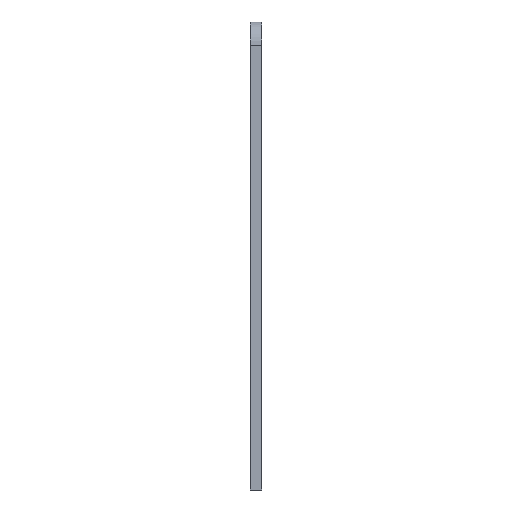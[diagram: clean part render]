
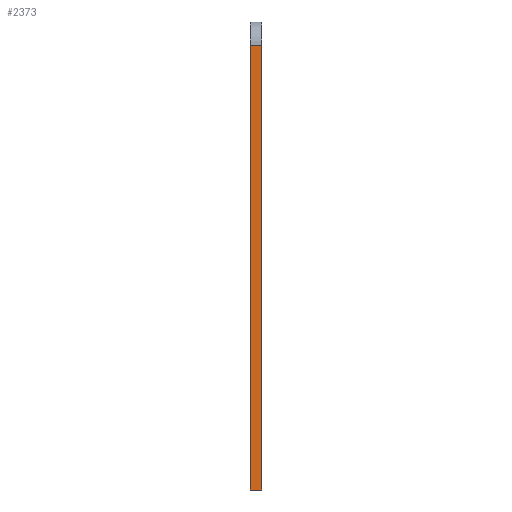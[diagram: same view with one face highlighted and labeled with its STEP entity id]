
A CAD part, left-side view. The second image highlights one B-rep face of the part: STEP entity #2373.
In plain terms, the highlighted planar face has unit normal (-1, 0, 0).
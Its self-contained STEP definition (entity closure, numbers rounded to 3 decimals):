
#114=PLANE('',#2610);
#217=FACE_OUTER_BOUND('',#333,.T.);
#333=EDGE_LOOP('',(#1918,#1919,#1920,#1921));
#592=LINE('',#3937,#810);
#594=LINE('',#3943,#812);
#595=LINE('',#3945,#813);
#596=LINE('',#3946,#814);
#810=VECTOR('',#3237,10.);
#812=VECTOR('',#3243,10.);
#813=VECTOR('',#3244,10.);
#814=VECTOR('',#3245,10.);
#1153=VERTEX_POINT('',#3934);
#1154=VERTEX_POINT('',#3936);
#1156=VERTEX_POINT('',#3942);
#1157=VERTEX_POINT('',#3944);
#1477=EDGE_CURVE('',#1153,#1154,#592,.T.);
#1480=EDGE_CURVE('',#1153,#1156,#594,.T.);
#1481=EDGE_CURVE('',#1157,#1156,#595,.T.);
#1482=EDGE_CURVE('',#1154,#1157,#596,.T.);
#1918=ORIENTED_EDGE('',*,*,#1477,.F.);
#1919=ORIENTED_EDGE('',*,*,#1480,.T.);
#1920=ORIENTED_EDGE('',*,*,#1481,.F.);
#1921=ORIENTED_EDGE('',*,*,#1482,.F.);
#2373=ADVANCED_FACE('',(#217),#114,.T.);
#2610=AXIS2_PLACEMENT_3D('',#3941,#3241,#3242);
#3237=DIRECTION('',(0.,-1.,0.));
#3241=DIRECTION('center_axis',(-1.,0.,0.));
#3242=DIRECTION('ref_axis',(0.,0.,1.));
#3243=DIRECTION('',(0.,0.,-1.));
#3244=DIRECTION('',(0.,1.,0.));
#3245=DIRECTION('',(0.,0.,-1.));
#3934=CARTESIAN_POINT('',(-150.,5.,90.));
#3936=CARTESIAN_POINT('',(-150.,0.,90.));
#3937=CARTESIAN_POINT('',(-150.,0.,90.));
#3941=CARTESIAN_POINT('Origin',(-150.,0.,-95.));
#3942=CARTESIAN_POINT('',(-150.,5.,-100.));
#3943=CARTESIAN_POINT('',(-150.,5.,-95.));
#3944=CARTESIAN_POINT('',(-150.,0.,-100.));
#3945=CARTESIAN_POINT('',(-150.,0.,-100.));
#3946=CARTESIAN_POINT('',(-150.,0.,-95.));
